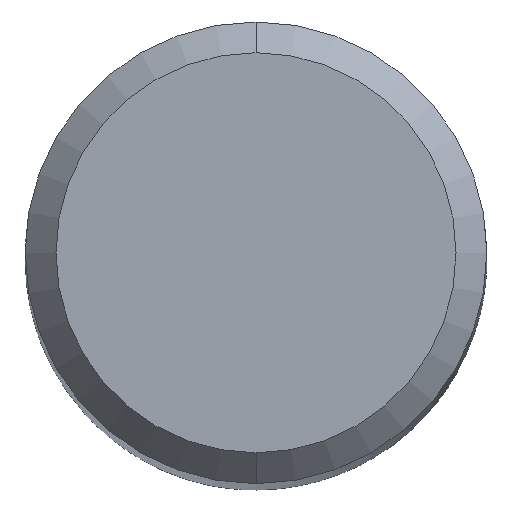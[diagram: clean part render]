
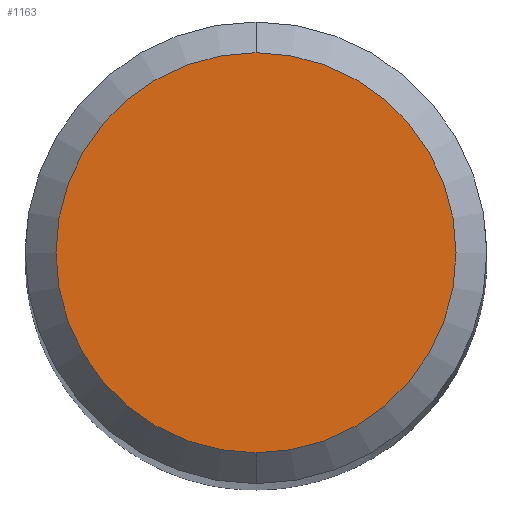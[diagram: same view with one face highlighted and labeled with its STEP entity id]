
A CAD part, top view. The second image highlights one B-rep face of the part: STEP entity #1163.
In plain terms, the highlighted planar face has unit normal (0, 0, 1).
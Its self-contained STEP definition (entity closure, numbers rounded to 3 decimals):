
#519=EDGE_CURVE('',#843,#1291,#1422,.T.);
#677=EDGE_CURVE('',#1291,#843,#1595,.T.);
#843=VERTEX_POINT('',#1781);
#1163=ADVANCED_FACE('',(#2123),#2124,.T.);
#1291=VERTEX_POINT('',#2260);
#1422=CIRCLE('',#2557,2.6);
#1595=CIRCLE('',#3154,2.6);
#1781=CARTESIAN_POINT('',(0.,-2.6,0.0));
#2123=FACE_OUTER_BOUND('',#4558,.T.);
#2124=PLANE('',#4559);
#2260=CARTESIAN_POINT('',(0.0,2.6,0.0));
#2557=AXIS2_PLACEMENT_3D('',#5165,#5166,#5167);
#3154=AXIS2_PLACEMENT_3D('',#5305,#5306,#5307);
#4558=EDGE_LOOP('',(#5810,#5811));
#4559=AXIS2_PLACEMENT_3D('',#5812,#5813,#5814);
#5165=CARTESIAN_POINT('',(0.0,0.0,0.0));
#5166=DIRECTION('',(0.0,0.0,-1.0));
#5167=DIRECTION('',(0.0,1.0,0.0));
#5305=CARTESIAN_POINT('',(0.0,0.0,0.0));
#5306=DIRECTION('',(0.0,0.0,-1.0));
#5307=DIRECTION('',(0.0,1.0,0.0));
#5810=ORIENTED_EDGE('',*,*,#677,.F.);
#5811=ORIENTED_EDGE('',*,*,#519,.F.);
#5812=CARTESIAN_POINT('',(0.0,1.3,0.0));
#5813=DIRECTION('',(-0.0,0.0,1.0));
#5814=DIRECTION('',(0.0,-1.0,0.0));
